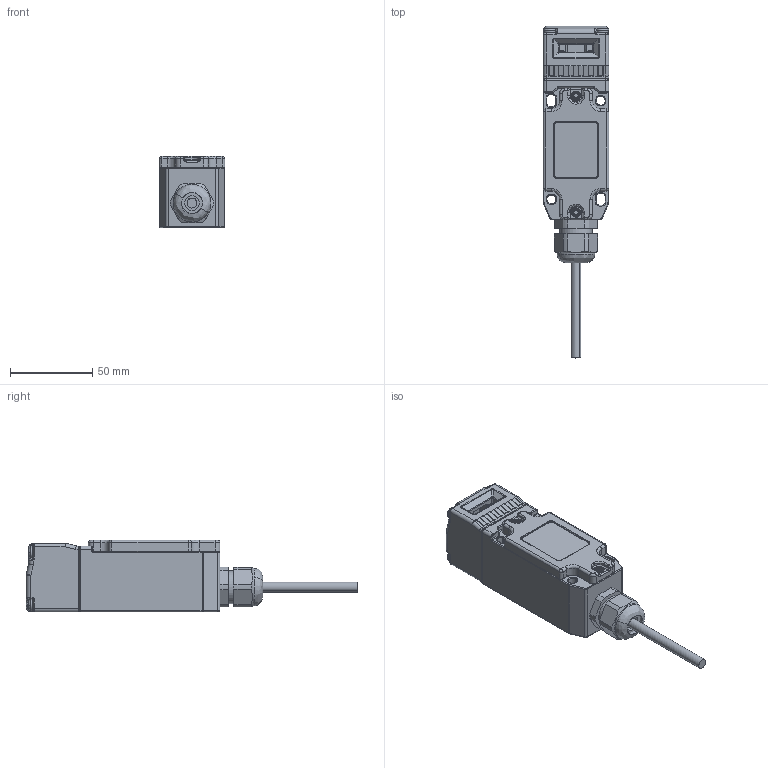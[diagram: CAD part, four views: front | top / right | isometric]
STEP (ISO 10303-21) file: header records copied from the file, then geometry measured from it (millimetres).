
FILE_DESCRIPTION (( 'STEP AP214' ), '1' );
FILE_NAME ('KM-EX-203026.STEP', '2021-06-09T12:23:14', ( '' ), ( '' ), 'SwSTEP 2.0', 'SolidWorks 2021', '' );
FILE_SCHEMA (( 'AUTOMOTIVE_DESIGN' ));
Length unit declared in the file: inch
Products named in the file (1): KM-EX-203026
Bounding box: 40 x 202 x 43.5 mm (x, y, z)
Volume: 88023.4 mm3; surface area: 61689.5 mm2
Topology: 12 solids, 12 shells, 2556 faces, 6031 edges, 3416 vertices
Faces by surface type: cylinder 1005, bspline 851, plane 584, cone 116
Full cylindrical faces by diameter (mm): 9 x1, 12.5 x1, 15 x2, 20 x2
Entity records: 93234 total; most frequent: CARTESIAN_POINT 40021, ORIENTED_EDGE 11748, DIRECTION 10354, EDGE_CURVE 5874, AXIS2_PLACEMENT_3D 3989, VERTEX_POINT 3416, EDGE_LOOP 2670, FACE_OUTER_BOUND 2562
